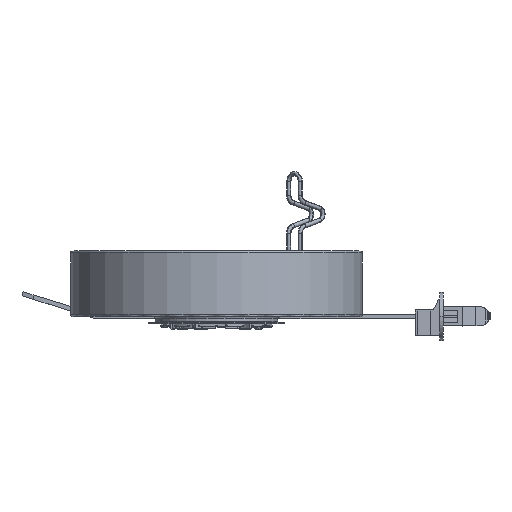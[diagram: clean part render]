
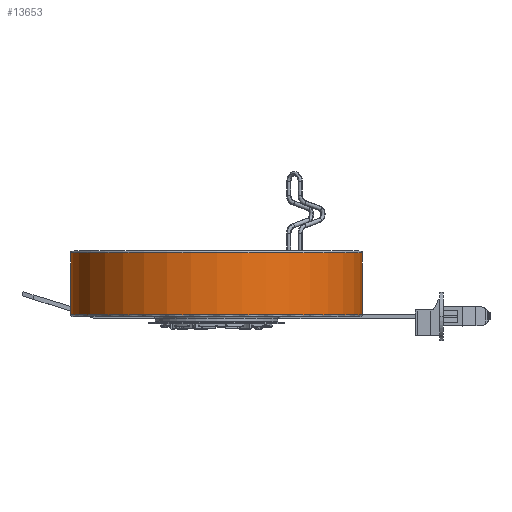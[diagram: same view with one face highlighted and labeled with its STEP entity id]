
A CAD part, top view. The second image highlights one B-rep face of the part: STEP entity #13653.
In plain terms, the highlighted cylindrical face has radius 40.64 mm (diameter 81.28 mm), a partial arc.
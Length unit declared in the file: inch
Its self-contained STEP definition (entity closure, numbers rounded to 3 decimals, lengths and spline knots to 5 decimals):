
#1222=CARTESIAN_POINT('',(0.,0.02,0.));
#1223=DIRECTION('',(0.,1.,0.));
#1224=DIRECTION('',(-1.,0.,0.));
#1225=AXIS2_PLACEMENT_3D('',#1222,#1223,#1224);
#1277=DIRECTION('',(0.,1.,0.));
#1278=VECTOR('',#1277,0.679);
#1279=CARTESIAN_POINT('',(1.6,0.02,0.));
#1280=LINE('',#1279,#1278);
#1281=DIRECTION('',(0.,-1.,0.));
#1282=VECTOR('',#1281,0.679);
#1283=CARTESIAN_POINT('',(-1.6,0.699,0.));
#1284=LINE('',#1283,#1282);
#1285=CARTESIAN_POINT('',(0.,0.699,0.));
#1286=DIRECTION('',(0.,-1.,0.));
#1287=DIRECTION('',(1.,0.,0.));
#1288=AXIS2_PLACEMENT_3D('',#1285,#1286,#1287);
#10189=CARTESIAN_POINT('',(-1.6,0.02,0.));
#10191=VERTEX_POINT('',#10189);
#10192=CARTESIAN_POINT('',(1.6,0.02,0.));
#10193=VERTEX_POINT('',#10192);
#11006=CARTESIAN_POINT('',(1.6,0.699,0.));
#11008=VERTEX_POINT('',#11006);
#11010=CARTESIAN_POINT('',(-1.6,0.699,0.));
#11012=VERTEX_POINT('',#11010);
#13641=CARTESIAN_POINT('',(0.,0.78945,0.));
#13642=DIRECTION('',(0.,-1.,0.));
#13643=DIRECTION('',(-1.,0.,0.));
#13644=AXIS2_PLACEMENT_3D('',#13641,#13642,#13643);
#13645=CYLINDRICAL_SURFACE('',#13644,1.6);
#13646=ORIENTED_EDGE('',*,*,#13630,.F.);
#13648=ORIENTED_EDGE('',*,*,#13647,.F.);
#13649=ORIENTED_EDGE('',*,*,#13626,.F.);
#13650=ORIENTED_EDGE('',*,*,#13560,.F.);
#13651=EDGE_LOOP('',(#13646,#13648,#13649,#13650));
#13652=FACE_OUTER_BOUND('',#13651,.F.);
#13653=ADVANCED_FACE('',(#13652),#13645,.T.);
#1226=CIRCLE('',#1225,1.6);
#1289=CIRCLE('',#1288,1.6);
#13560=EDGE_CURVE('',#10191,#10193,#1226,.T.);
#13626=EDGE_CURVE('',#10193,#11008,#1280,.T.);
#13630=EDGE_CURVE('',#11012,#10191,#1284,.T.);
#13647=EDGE_CURVE('',#11008,#11012,#1289,.T.);
